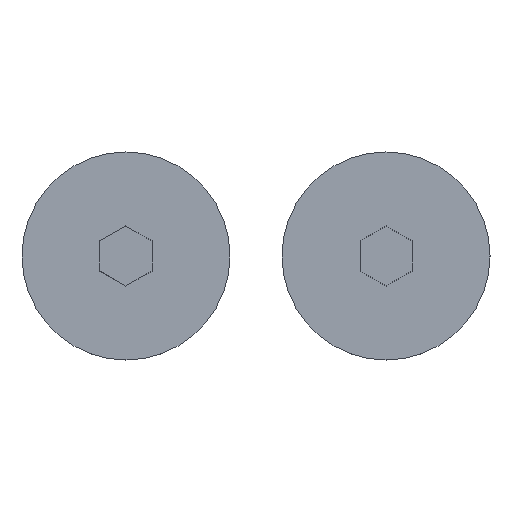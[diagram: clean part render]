
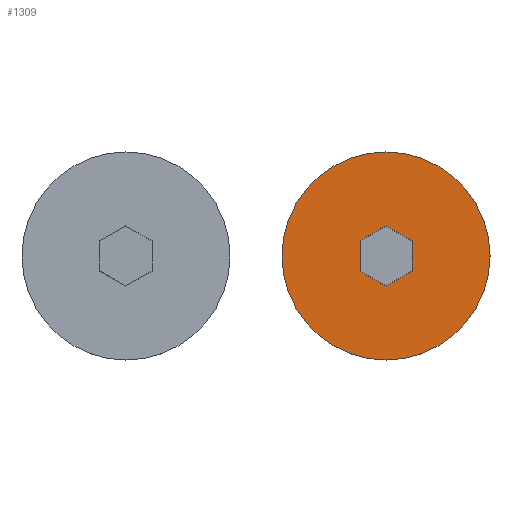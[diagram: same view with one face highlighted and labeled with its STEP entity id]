
A CAD part, top view. The second image highlights one B-rep face of the part: STEP entity #1309.
In plain terms, the highlighted planar face has unit normal (0, 0, 1).
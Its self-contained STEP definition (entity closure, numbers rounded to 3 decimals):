
#49=FACE_BOUND('',#245,.T.);
#101=PLANE('',#1503);
#170=FACE_OUTER_BOUND('',#244,.T.);
#244=EDGE_LOOP('',(#1209,#1210));
#245=EDGE_LOOP('',(#1211,#1212,#1213,#1214,#1215,#1216));
#306=CIRCLE('',#1504,8.);
#307=CIRCLE('',#1505,8.);
#408=LINE('',#2439,#510);
#411=LINE('',#2445,#513);
#414=LINE('',#2451,#516);
#417=LINE('',#2457,#519);
#420=LINE('',#2463,#522);
#423=LINE('',#2467,#525);
#510=VECTOR('',#1811,10.);
#513=VECTOR('',#1816,10.);
#516=VECTOR('',#1821,10.);
#519=VECTOR('',#1826,10.);
#522=VECTOR('',#1831,10.);
#525=VECTOR('',#1836,10.);
#635=VERTEX_POINT('',#2436);
#636=VERTEX_POINT('',#2438);
#638=VERTEX_POINT('',#2444);
#640=VERTEX_POINT('',#2450);
#642=VERTEX_POINT('',#2456);
#644=VERTEX_POINT('',#2462);
#654=VERTEX_POINT('',#2497);
#655=VERTEX_POINT('',#2498);
#813=EDGE_CURVE('',#636,#635,#408,.T.);
#816=EDGE_CURVE('',#638,#636,#411,.T.);
#819=EDGE_CURVE('',#640,#638,#414,.T.);
#822=EDGE_CURVE('',#642,#640,#417,.T.);
#825=EDGE_CURVE('',#644,#642,#420,.T.);
#828=EDGE_CURVE('',#635,#644,#423,.T.);
#842=EDGE_CURVE('',#654,#655,#306,.T.);
#843=EDGE_CURVE('',#655,#654,#307,.T.);
#1209=ORIENTED_EDGE('',*,*,#842,.F.);
#1210=ORIENTED_EDGE('',*,*,#843,.F.);
#1211=ORIENTED_EDGE('',*,*,#813,.T.);
#1212=ORIENTED_EDGE('',*,*,#828,.T.);
#1213=ORIENTED_EDGE('',*,*,#825,.T.);
#1214=ORIENTED_EDGE('',*,*,#822,.T.);
#1215=ORIENTED_EDGE('',*,*,#819,.T.);
#1216=ORIENTED_EDGE('',*,*,#816,.T.);
#1309=ADVANCED_FACE('',(#170,#49),#101,.T.);
#1503=AXIS2_PLACEMENT_3D('',#2496,#1872,#1873);
#1504=AXIS2_PLACEMENT_3D('',#2499,#1874,#1875);
#1505=AXIS2_PLACEMENT_3D('',#2500,#1876,#1877);
#1811=DIRECTION('',(-0.866,0.5,0.));
#1816=DIRECTION('',(-0.866,-0.5,0.));
#1821=DIRECTION('',(0.,-1.,0.));
#1826=DIRECTION('',(0.866,-0.5,0.));
#1831=DIRECTION('',(0.866,0.5,0.));
#1836=DIRECTION('',(0.,1.,0.));
#1872=DIRECTION('center_axis',(0.,0.,1.));
#1873=DIRECTION('ref_axis',(1.,0.,0.));
#1874=DIRECTION('center_axis',(0.,0.,-1.));
#1875=DIRECTION('ref_axis',(1.,0.,0.));
#1876=DIRECTION('center_axis',(0.,0.,-1.));
#1877=DIRECTION('ref_axis',(1.,0.,0.));
#2436=CARTESIAN_POINT('',(-2.,-1.155,0.));
#2438=CARTESIAN_POINT('',(0.,-2.309,0.));
#2439=CARTESIAN_POINT('',(0.,-2.309,0.));
#2444=CARTESIAN_POINT('',(2.,-1.155,0.));
#2445=CARTESIAN_POINT('',(2.,-1.155,0.));
#2450=CARTESIAN_POINT('',(2.,1.155,0.));
#2451=CARTESIAN_POINT('',(2.,-0.577,0.));
#2456=CARTESIAN_POINT('',(0.,2.309,0.));
#2457=CARTESIAN_POINT('',(3.,0.577,0.));
#2462=CARTESIAN_POINT('',(-2.,1.155,0.));
#2463=CARTESIAN_POINT('',(1.,2.887,0.));
#2467=CARTESIAN_POINT('',(-2.,0.577,0.));
#2496=CARTESIAN_POINT('Origin',(4.,0.,0.));
#2497=CARTESIAN_POINT('',(8.,0.,0.));
#2498=CARTESIAN_POINT('',(-8.,0.,0.));
#2499=CARTESIAN_POINT('Origin',(0.,0.,0.));
#2500=CARTESIAN_POINT('Origin',(0.,0.,0.));
